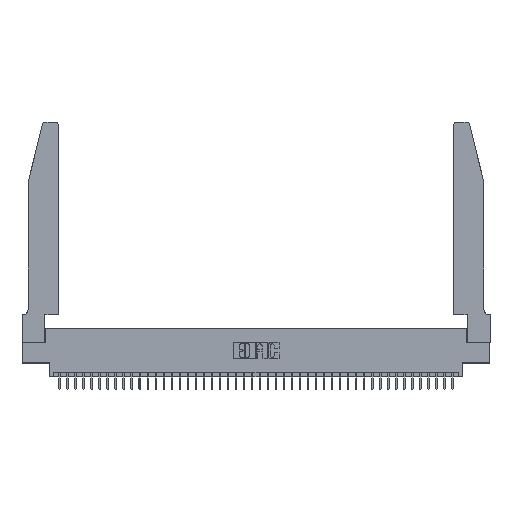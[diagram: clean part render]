
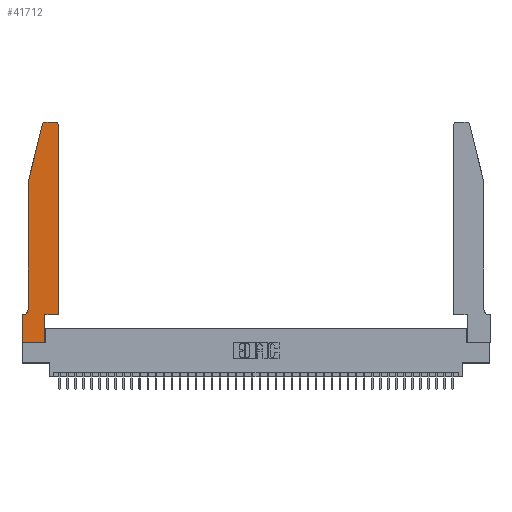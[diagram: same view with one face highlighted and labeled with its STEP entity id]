
A CAD part, top view. The second image highlights one B-rep face of the part: STEP entity #41712.
In plain terms, the highlighted planar face has unit normal (0, 0, 1).
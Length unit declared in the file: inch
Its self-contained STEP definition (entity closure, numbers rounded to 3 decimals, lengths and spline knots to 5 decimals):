
#452 = LINE ( 'NONE', #16426, #32407 ) ;
#805 = VECTOR ( 'NONE', #40570, 39.37008 ) ;
#1134 = CIRCLE ( 'NONE', #39737, 0.03 ) ;
#1577 = PLANE ( 'NONE',  #31588 ) ;
#1741 = DIRECTION ( 'NONE',  ( 1., 0., 0. ) ) ;
#1821 = CARTESIAN_POINT ( 'NONE',  ( 0.2865, 0.35, 0.37 ) ) ;
#2223 = VECTOR ( 'NONE', #26533, 39.37008 ) ;
#2407 = VECTOR ( 'NONE', #1741, 39.37008 ) ;
#2926 = LINE ( 'NONE', #37052, #41495 ) ;
#2990 = VERTEX_POINT ( 'NONE', #27743 ) ;
#3069 = CARTESIAN_POINT ( 'NONE',  ( 0., 0.35, 0.37 ) ) ;
#3107 = AXIS2_PLACEMENT_3D ( 'NONE', #4435, #10432, #13787 ) ;
#4105 = DIRECTION ( 'NONE',  ( 1., 0., 0. ) ) ;
#4435 = CARTESIAN_POINT ( 'NONE',  ( 0.0055, 0.42, 0.37 ) ) ;
#5181 = FACE_OUTER_BOUND ( 'NONE', #39138, .T. ) ;
#5419 = ORIENTED_EDGE ( 'NONE', *, *, #25901, .T. ) ;
#5560 = CARTESIAN_POINT ( 'NONE',  ( 0.0755, 2., 0.37 ) ) ;
#5867 = ORIENTED_EDGE ( 'NONE', *, *, #34246, .T. ) ;
#6391 = LINE ( 'NONE', #12983, #2223 ) ;
#6629 = AXIS2_PLACEMENT_3D ( 'NONE', #41106, #27882, #4105 ) ;
#6921 = ORIENTED_EDGE ( 'NONE', *, *, #37781, .T. ) ;
#7371 = VERTEX_POINT ( 'NONE', #17683 ) ;
#8542 = CARTESIAN_POINT ( 'NONE',  ( 0., 0., 0.37 ) ) ;
#8926 = VERTEX_POINT ( 'NONE', #16685 ) ;
#9653 = DIRECTION ( 'NONE',  ( 0., 1., 0. ) ) ;
#9852 = VECTOR ( 'NONE', #31966, 39.37008 ) ;
#10432 = DIRECTION ( 'NONE',  ( 0., 0., -1. ) ) ;
#11361 = EDGE_CURVE ( 'NONE', #18285, #7371, #30125, .T. ) ;
#12983 = CARTESIAN_POINT ( 'NONE',  ( 0.0755, 2., 0.37 ) ) ;
#13003 = EDGE_CURVE ( 'NONE', #8926, #37644, #1134, .T. ) ;
#13140 = VECTOR ( 'NONE', #9653, 39.37008 ) ;
#13267 = VERTEX_POINT ( 'NONE', #39796 ) ;
#13787 = DIRECTION ( 'NONE',  ( -1., 0., 0. ) ) ;
#13830 = CARTESIAN_POINT ( 'NONE',  ( 0.4505, 2.72, 0.37 ) ) ;
#14025 = ORIENTED_EDGE ( 'NONE', *, *, #27697, .T. ) ;
#14317 = ORIENTED_EDGE ( 'NONE', *, *, #23466, .T. ) ;
#15164 = CARTESIAN_POINT ( 'NONE',  ( 0., 0.35, 0.37 ) ) ;
#15661 = VERTEX_POINT ( 'NONE', #8542 ) ;
#16008 = CARTESIAN_POINT ( 'NONE',  ( 0.25487, 2.72718, 0.37 ) ) ;
#16426 = CARTESIAN_POINT ( 'NONE',  ( 0., 0., 0.37 ) ) ;
#16685 = CARTESIAN_POINT ( 'NONE',  ( 0.284, 2.75, 0.37 ) ) ;
#17683 = CARTESIAN_POINT ( 'NONE',  ( 0.4505, 0.35, 0.37 ) ) ;
#18285 = VERTEX_POINT ( 'NONE', #27041 ) ;
#20599 = CARTESIAN_POINT ( 'NONE',  ( 0.0755, 0.35, 0.37 ) ) ;
#21373 = DIRECTION ( 'NONE',  ( 0., 0., 1. ) ) ;
#22052 = CIRCLE ( 'NONE', #6629, 0.03 ) ;
#22152 = DIRECTION ( 'NONE',  ( -0.239, -0.971, 0. ) ) ;
#22182 = VECTOR ( 'NONE', #22152, 39.37008 ) ;
#22860 = LINE ( 'NONE', #1821, #38493 ) ;
#23466 = EDGE_CURVE ( 'NONE', #39515, #2990, #6391, .T. ) ;
#24256 = LINE ( 'NONE', #5560, #22182 ) ;
#24326 = DIRECTION ( 'NONE',  ( 1., 0., 0. ) ) ;
#25078 = CARTESIAN_POINT ( 'NONE',  ( 0.4205, 2.75, 0.37 ) ) ;
#25569 = DIRECTION ( 'NONE',  ( 0., 1., 0. ) ) ;
#25901 = EDGE_CURVE ( 'NONE', #13267, #18285, #22860, .T. ) ;
#26533 = DIRECTION ( 'NONE',  ( 0., -1., 0. ) ) ;
#26946 = EDGE_CURVE ( 'NONE', #39821, #8926, #2926, .T. ) ;
#27041 = CARTESIAN_POINT ( 'NONE',  ( 0.2865, 0.35, 0.37 ) ) ;
#27269 = CARTESIAN_POINT ( 'NONE',  ( 0.284, 2.72, 0.37 ) ) ;
#27697 = EDGE_CURVE ( 'NONE', #41578, #39821, #22052, .T. ) ;
#27743 = CARTESIAN_POINT ( 'NONE',  ( 0.0755, 0.42, 0.37 ) ) ;
#27882 = DIRECTION ( 'NONE',  ( 0., 0., 1. ) ) ;
#29127 = EDGE_CURVE ( 'NONE', #37094, #15661, #34351, .T. ) ;
#29656 = ORIENTED_EDGE ( 'NONE', *, *, #26946, .T. ) ;
#30125 = LINE ( 'NONE', #38142, #2407 ) ;
#30882 = CIRCLE ( 'NONE', #3107, 0.07 ) ;
#31588 = AXIS2_PLACEMENT_3D ( 'NONE', #15164, #21373, #35411 ) ;
#31966 = DIRECTION ( 'NONE',  ( 0., -1., 0. ) ) ;
#32407 = VECTOR ( 'NONE', #33640, 39.37008 ) ;
#33423 = VERTEX_POINT ( 'NONE', #35264 ) ;
#33634 = DIRECTION ( 'NONE',  ( -1., 0., 0. ) ) ;
#33640 = DIRECTION ( 'NONE',  ( 1., 0., 0. ) ) ;
#33682 = EDGE_CURVE ( 'NONE', #2990, #33423, #30882, .T. ) ;
#34014 = DIRECTION ( 'NONE',  ( 0., 0., 1. ) ) ;
#34246 = EDGE_CURVE ( 'NONE', #37644, #39515, #24256, .T. ) ;
#34304 = ORIENTED_EDGE ( 'NONE', *, *, #29127, .T. ) ;
#34351 = LINE ( 'NONE', #42222, #9852 ) ;
#34437 = EDGE_CURVE ( 'NONE', #7371, #41578, #36574, .T. ) ;
#35158 = EDGE_CURVE ( 'NONE', #15661, #13267, #452, .T. ) ;
#35264 = CARTESIAN_POINT ( 'NONE',  ( 0.0055, 0.35, 0.37 ) ) ;
#35411 = DIRECTION ( 'NONE',  ( 1., 0., 0. ) ) ;
#35939 = ORIENTED_EDGE ( 'NONE', *, *, #34437, .T. ) ;
#36574 = LINE ( 'NONE', #39792, #13140 ) ;
#37052 = CARTESIAN_POINT ( 'NONE',  ( 0.2605, 2.75, 0.37 ) ) ;
#37094 = VERTEX_POINT ( 'NONE', #3069 ) ;
#37333 = LINE ( 'NONE', #20599, #805 ) ;
#37644 = VERTEX_POINT ( 'NONE', #16008 ) ;
#37781 = EDGE_CURVE ( 'NONE', #33423, #37094, #37333, .T. ) ;
#37962 = ORIENTED_EDGE ( 'NONE', *, *, #35158, .T. ) ;
#38142 = CARTESIAN_POINT ( 'NONE',  ( 0.4505, 0.35, 0.37 ) ) ;
#38493 = VECTOR ( 'NONE', #25569, 39.37008 ) ;
#39138 = EDGE_LOOP ( 'NONE', ( #29656, #40821, #5867, #14317, #42954, #6921, #34304, #37962, #5419, #39846, #35939, #14025 ) ) ;
#39515 = VERTEX_POINT ( 'NONE', #42794 ) ;
#39737 = AXIS2_PLACEMENT_3D ( 'NONE', #27269, #34014, #24326 ) ;
#39792 = CARTESIAN_POINT ( 'NONE',  ( 0.4505, 0.35, 0.37 ) ) ;
#39796 = CARTESIAN_POINT ( 'NONE',  ( 0.2865, 0., 0.37 ) ) ;
#39821 = VERTEX_POINT ( 'NONE', #25078 ) ;
#39846 = ORIENTED_EDGE ( 'NONE', *, *, #11361, .T. ) ;
#40570 = DIRECTION ( 'NONE',  ( -1., 0., 0. ) ) ;
#40821 = ORIENTED_EDGE ( 'NONE', *, *, #13003, .T. ) ;
#41106 = CARTESIAN_POINT ( 'NONE',  ( 0.4205, 2.72, 0.37 ) ) ;
#41495 = VECTOR ( 'NONE', #33634, 39.37008 ) ;
#41578 = VERTEX_POINT ( 'NONE', #13830 ) ;
#41712 = ADVANCED_FACE ( 'NONE', ( #5181 ), #1577, .T. ) ;
#42222 = CARTESIAN_POINT ( 'NONE',  ( 0., 0., 0.37 ) ) ;
#42794 = CARTESIAN_POINT ( 'NONE',  ( 0.0755, 2., 0.37 ) ) ;
#42954 = ORIENTED_EDGE ( 'NONE', *, *, #33682, .T. ) ;
